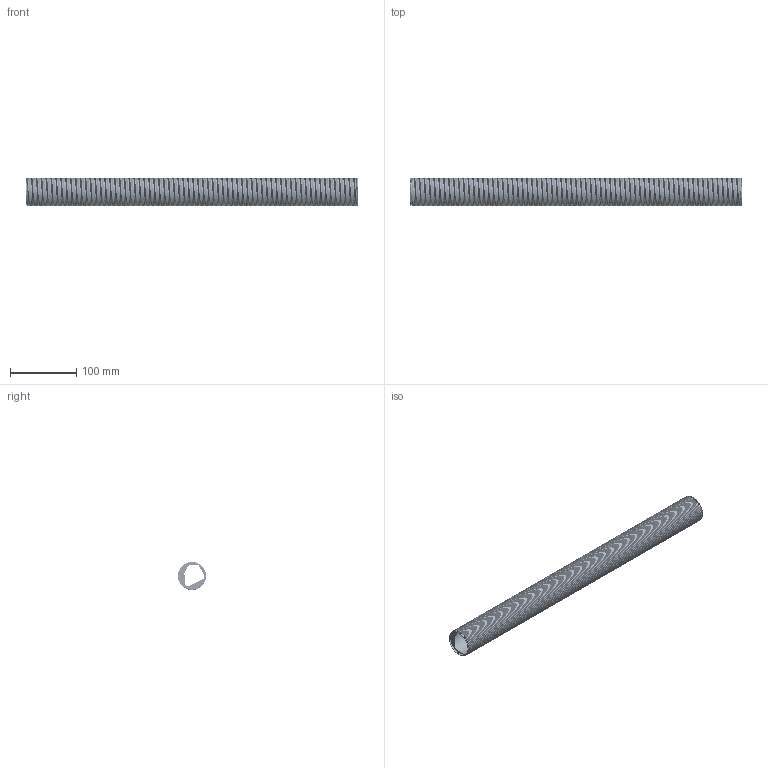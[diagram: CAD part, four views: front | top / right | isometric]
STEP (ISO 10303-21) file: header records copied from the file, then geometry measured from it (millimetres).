
FILE_DESCRIPTION (( 'STEP AP203' ), '1' );
FILE_NAME ('3D_R205_1 1-4x500_17186360.STEP', '2024-08-17T09:38:29', ( '' ), ( '' ), 'SwSTEP 2.0', 'SolidWorks 2024', '' );
FILE_SCHEMA (( 'CONFIG_CONTROL_DESIGN' ));
Length unit declared in the file: millimetre
Products named in the file (1): 3D_R205_1 1-4x500_17186360
Bounding box: 500 x 42.38 x 42.4 mm (x, y, z)
Volume: 91930.7 mm3; surface area: 167079.9 mm2
Topology: 1 solids, 1 shells, 811 faces, 2426 edges, 1617 vertices
Faces by surface type: cylinder 801, cone 5, bspline 3, plane 2
Entity records: 70809 total; most frequent: CARTESIAN_POINT 53699, ORIENTED_EDGE 4852, DIRECTION 2441, EDGE_CURVE 2426, VERTEX_POINT 1617, AXIS2_PLACEMENT_3D 819, EDGE_LOOP 813, ADVANCED_FACE 811
